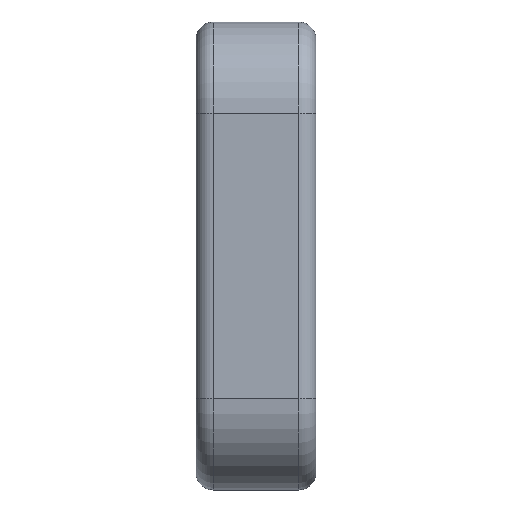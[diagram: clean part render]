
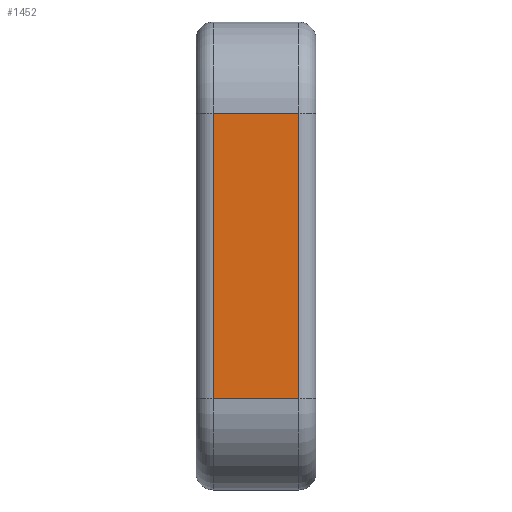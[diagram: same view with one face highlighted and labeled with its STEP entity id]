
A CAD part, front view. The second image highlights one B-rep face of the part: STEP entity #1452.
In plain terms, the highlighted planar face has unit normal (0, -1, 0).
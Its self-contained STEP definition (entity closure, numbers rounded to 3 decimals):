
#329=LINE('',#17112,#492);
#330=LINE('',#17116,#493);
#331=LINE('',#17118,#494);
#332=LINE('',#17120,#495);
#492=VECTOR('',#5962,1.);
#493=VECTOR('',#5967,1.);
#494=VECTOR('',#5968,1.);
#495=VECTOR('',#5969,1.);
#934=PLANE('',#5134);
#1146=FACE_OUTER_BOUND('',#1893,.T.);
#1452=ADVANCED_FACE('',(#1146),#934,.T.);
#1893=EDGE_LOOP('',(#2961,#2962,#2963,#2964));
#2961=ORIENTED_EDGE('',*,*,#4408,.F.);
#2962=ORIENTED_EDGE('',*,*,#4410,.T.);
#2963=ORIENTED_EDGE('',*,*,#4411,.T.);
#2964=ORIENTED_EDGE('',*,*,#4412,.F.);
#3789=VERTEX_POINT('',#17111);
#3790=VERTEX_POINT('',#17113);
#3791=VERTEX_POINT('',#17117);
#3792=VERTEX_POINT('',#17119);
#4408=EDGE_CURVE('',#3789,#3790,#329,.T.);
#4410=EDGE_CURVE('',#3789,#3791,#330,.T.);
#4411=EDGE_CURVE('',#3791,#3792,#331,.T.);
#4412=EDGE_CURVE('',#3790,#3792,#332,.T.);
#5134=AXIS2_PLACEMENT_3D('',#17121,#5970,#5971);
#5962=DIRECTION('',(-1.,0.,0.));
#5967=DIRECTION('',(0.,0.,1.));
#5968=DIRECTION('',(-1.,0.,0.));
#5969=DIRECTION('',(0.,0.,1.));
#5970=DIRECTION('',(0.,-1.,0.));
#5971=DIRECTION('',(0.,0.,-1.));
#17111=CARTESIAN_POINT('',(7.5,-59.,16.7));
#17112=CARTESIAN_POINT('',(10.5,-59.,16.7));
#17113=CARTESIAN_POINT('',(-7.5,-59.,16.7));
#17116=CARTESIAN_POINT('',(7.5,-59.,66.7));
#17117=CARTESIAN_POINT('',(7.5,-59.,66.7));
#17118=CARTESIAN_POINT('',(10.5,-59.,66.7));
#17119=CARTESIAN_POINT('',(-7.5,-59.,66.7));
#17120=CARTESIAN_POINT('',(-7.5,-59.,66.7));
#17121=CARTESIAN_POINT('',(10.5,-59.,16.7));
